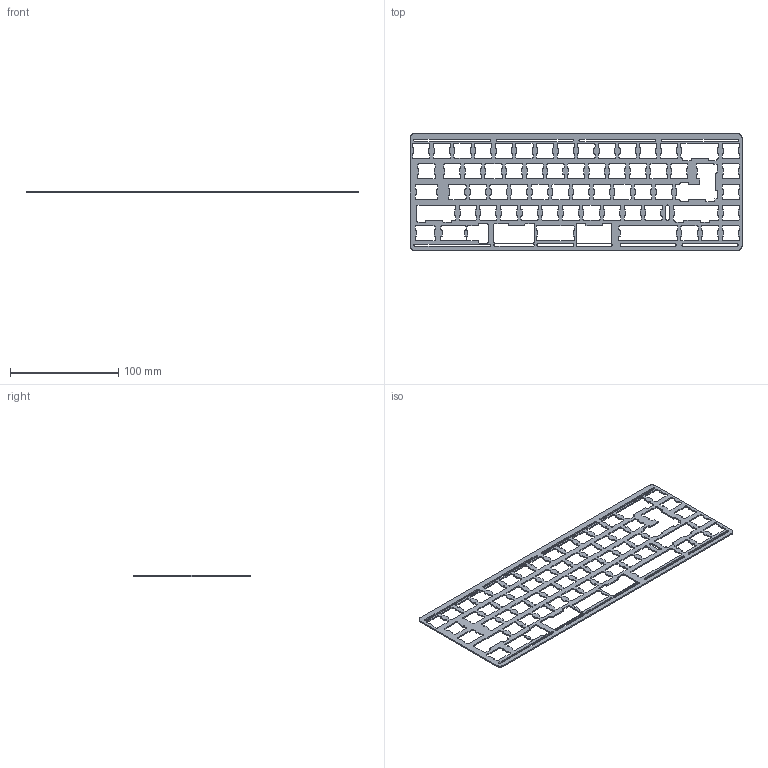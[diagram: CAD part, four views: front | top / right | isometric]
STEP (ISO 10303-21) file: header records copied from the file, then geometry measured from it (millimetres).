
FILE_DESCRIPTION(/* description */ (''),/* implementation_level */ '2;1');
FILE_NAME(/* name */ 'lego65 - flex cuts.step',/* time_stamp */ '2021-12-20T21:15:57+01:00',/* author */ (''),/* organization */ (''),/* preprocessor_version */ 'ST-DEVELOPER v18.1',/* originating_system */ 'Autodesk Translation Framework v10.10.0.1391',/* authorisation */ '');
FILE_SCHEMA (('AUTOMOTIVE_DESIGN { 1 0 10303 214 3 1 1 }'));
Length unit declared in the file: millimetre
Products named in the file (1): lego65 - flex cuts
Bounding box: 306.5 x 108 x 1.2 mm (x, y, z)
Volume: 17233.6 mm3; surface area: 36524.4 mm2
Topology: 1 solids, 1 shells, 1207 faces, 3615 edges, 2410 vertices
Faces by surface type: plane 633, bspline 544, cylinder 30
Entity records: 43461 total; most frequent: CARTESIAN_POINT 14305, ORIENTED_EDGE 7230, DIRECTION 3915, EDGE_CURVE 3615, LINE 2467, VECTOR 2467, VERTEX_POINT 2410, EDGE_LOOP 1361
